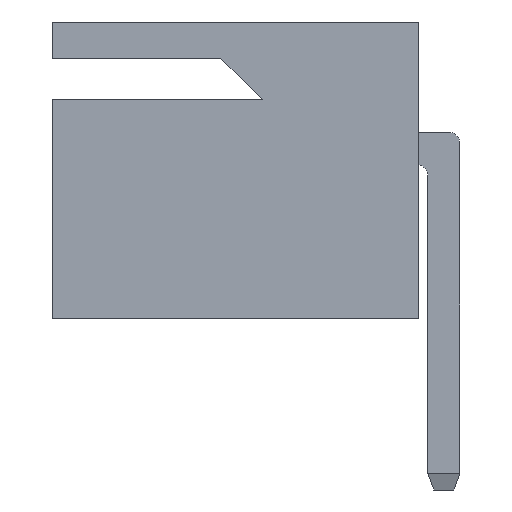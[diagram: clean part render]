
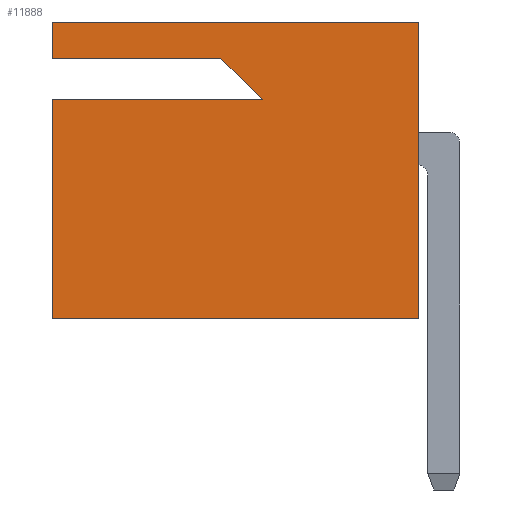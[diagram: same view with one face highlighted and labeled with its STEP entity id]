
A CAD part, left-side view. The second image highlights one B-rep face of the part: STEP entity #11888.
In plain terms, the highlighted planar face has unit normal (-1, 0, 0).
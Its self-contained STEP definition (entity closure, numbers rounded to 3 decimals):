
#929=ORIENTED_EDGE('',*,*,#3279,.T.);
#930=ORIENTED_EDGE('',*,*,#3280,.T.);
#931=ORIENTED_EDGE('',*,*,#3281,.T.);
#932=ORIENTED_EDGE('',*,*,#3125,.T.);
#933=ORIENTED_EDGE('',*,*,#3278,.F.);
#934=ORIENTED_EDGE('',*,*,#3132,.F.);
#935=ORIENTED_EDGE('',*,*,#3059,.T.);
#936=ORIENTED_EDGE('',*,*,#3282,.T.);
#3059=EDGE_CURVE('',#4270,#4269,#5027,.T.);
#3125=EDGE_CURVE('',#4287,#4328,#5093,.T.);
#3132=EDGE_CURVE('',#4270,#4334,#5100,.T.);
#3278=EDGE_CURVE('',#4334,#4328,#5246,.T.);
#3279=EDGE_CURVE('',#4419,#4420,#5247,.T.);
#3280=EDGE_CURVE('',#4420,#4421,#5248,.T.);
#3281=EDGE_CURVE('',#4421,#4287,#5249,.T.);
#3282=EDGE_CURVE('',#4269,#4419,#5250,.T.);
#4269=VERTEX_POINT('',#15192);
#4270=VERTEX_POINT('',#15194);
#4287=VERTEX_POINT('',#15239);
#4328=VERTEX_POINT('',#15322);
#4334=VERTEX_POINT('',#15337);
#4419=VERTEX_POINT('',#15600);
#4420=VERTEX_POINT('',#15601);
#4421=VERTEX_POINT('',#15603);
#5027=LINE('',#15193,#5949);
#5093=LINE('',#15323,#6015);
#5100=LINE('',#15336,#6022);
#5246=LINE('',#15597,#6168);
#5247=LINE('',#15599,#6169);
#5248=LINE('',#15602,#6170);
#5249=LINE('',#15604,#6171);
#5250=LINE('',#15605,#6172);
#5949=VECTOR('',#13162,1000.);
#6015=VECTOR('',#13238,1000.);
#6022=VECTOR('',#13247,1000.);
#6168=VECTOR('',#13453,1000.);
#6169=VECTOR('',#13456,1000.);
#6170=VECTOR('',#13457,1000.);
#6171=VECTOR('',#13458,1000.);
#6172=VECTOR('',#13459,1000.);
#6804=EDGE_LOOP('',(#929,#930,#931,#932,#933,#934,#935,#936));
#7340=FACE_BOUND('',#6804,.T.);
#7876=PLANE('',#12466);
#11888=ADVANCED_FACE('',(#7340),#7876,.T.);
#12466=AXIS2_PLACEMENT_3D('',#15598,#13454,#13455);
#13162=DIRECTION('',(0.,0.,-1.));
#13238=DIRECTION('',(0.,-1.,0.));
#13247=DIRECTION('',(0.,-1.,0.));
#13453=DIRECTION('',(0.,0.,-1.));
#13454=DIRECTION('',(-1.,0.,0.));
#13455=DIRECTION('',(0.,1.,0.));
#13456=DIRECTION('',(0.,-0.707,-0.707));
#13457=DIRECTION('',(0.,1.,0.));
#13458=DIRECTION('',(0.,0.,-1.));
#13459=DIRECTION('',(0.,-1.,0.));
#15192=CARTESIAN_POINT('',(-15.037,7.534,5.131));
#15193=CARTESIAN_POINT('',(-15.037,7.534,5.842));
#15194=CARTESIAN_POINT('',(-15.037,7.534,5.842));
#15239=CARTESIAN_POINT('',(-15.037,7.534,0.));
#15322=CARTESIAN_POINT('',(-15.037,0.32,0.));
#15323=CARTESIAN_POINT('',(-15.037,1.031,0.));
#15336=CARTESIAN_POINT('',(-15.037,1.031,5.842));
#15337=CARTESIAN_POINT('',(-15.037,0.32,5.842));
#15597=CARTESIAN_POINT('',(-15.037,0.32,5.842));
#15598=CARTESIAN_POINT('',(-15.037,1.031,5.842));
#15599=CARTESIAN_POINT('',(-15.037,4.206,5.131));
#15600=CARTESIAN_POINT('',(-15.037,4.206,5.131));
#15601=CARTESIAN_POINT('',(-15.037,3.393,4.318));
#15602=CARTESIAN_POINT('',(-15.037,3.393,4.318));
#15603=CARTESIAN_POINT('',(-15.037,7.534,4.318));
#15604=CARTESIAN_POINT('',(-15.037,7.534,5.842));
#15605=CARTESIAN_POINT('',(-15.037,7.534,5.131));
